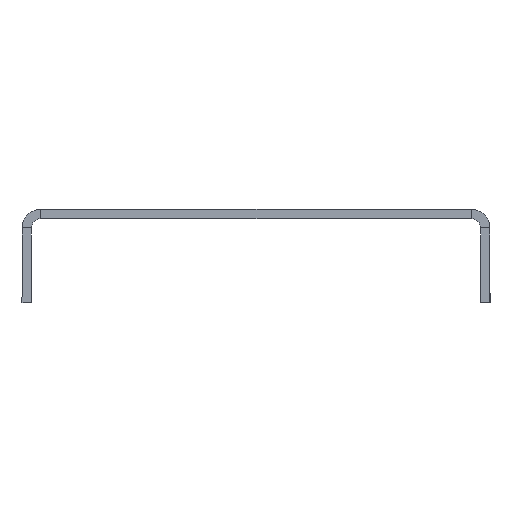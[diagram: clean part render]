
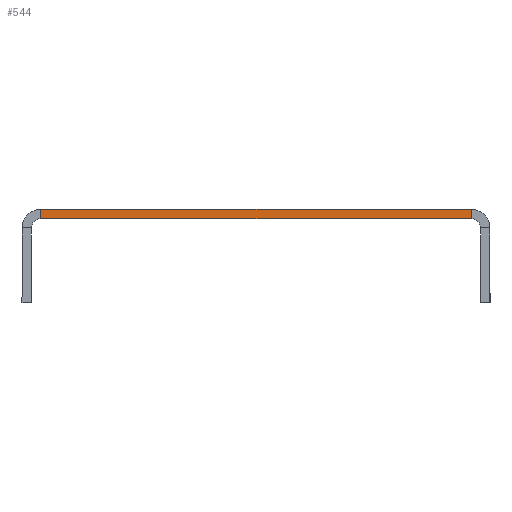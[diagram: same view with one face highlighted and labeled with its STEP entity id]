
A CAD part, left-side view. The second image highlights one B-rep face of the part: STEP entity #544.
In plain terms, the highlighted planar face has unit normal (-1, 0, 0).
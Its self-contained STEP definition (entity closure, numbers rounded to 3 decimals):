
#40 = FACE_OUTER_BOUND ( 'NONE', #1709, .T. ) ;
#135 = LINE ( 'NONE', #1068, #2577 ) ;
#142 = VERTEX_POINT ( 'NONE', #2623 ) ;
#420 = DIRECTION ( 'NONE',  ( 0., -1., 0. ) ) ;
#438 = CARTESIAN_POINT ( 'NONE',  ( 0., 48., -1. ) ) ;
#448 = EDGE_CURVE ( 'NONE', #1951, #142, #919, .T. ) ;
#544 = ADVANCED_FACE ( 'NONE', ( #40 ), #978, .T. ) ;
#618 = EDGE_CURVE ( 'NONE', #142, #1250, #2930, .T. ) ;
#805 = DIRECTION ( 'NONE',  ( 0., 0., 1. ) ) ;
#904 = ORIENTED_EDGE ( 'NONE', *, *, #448, .T. ) ;
#919 = LINE ( 'NONE', #2827, #2762 ) ;
#978 = PLANE ( 'NONE',  #2013 ) ;
#1007 = CARTESIAN_POINT ( 'NONE',  ( 0., 2., -1. ) ) ;
#1068 = CARTESIAN_POINT ( 'NONE',  ( 0., 0., 0. ) ) ;
#1250 = VERTEX_POINT ( 'NONE', #2939 ) ;
#1290 = LINE ( 'NONE', #2019, #1635 ) ;
#1440 = ORIENTED_EDGE ( 'NONE', *, *, #2203, .F. ) ;
#1539 = VERTEX_POINT ( 'NONE', #1670 ) ;
#1635 = VECTOR ( 'NONE', #2219, 1000. ) ;
#1651 = ORIENTED_EDGE ( 'NONE', *, *, #2188, .F. ) ;
#1670 = CARTESIAN_POINT ( 'NONE',  ( 0., 48., 0. ) ) ;
#1709 = EDGE_LOOP ( 'NONE', ( #904, #2881, #1651, #1440 ) ) ;
#1905 = CARTESIAN_POINT ( 'NONE',  ( 0., 0., -1. ) ) ;
#1951 = VERTEX_POINT ( 'NONE', #438 ) ;
#2013 = AXIS2_PLACEMENT_3D ( 'NONE', #1905, #2082, #2791 ) ;
#2019 = CARTESIAN_POINT ( 'NONE',  ( 0., 48., -1. ) ) ;
#2082 = DIRECTION ( 'NONE',  ( -1., 0., 0. ) ) ;
#2105 = DIRECTION ( 'NONE',  ( 0., -1., 0. ) ) ;
#2188 = EDGE_CURVE ( 'NONE', #1539, #1250, #135, .T. ) ;
#2203 = EDGE_CURVE ( 'NONE', #1951, #1539, #1290, .T. ) ;
#2219 = DIRECTION ( 'NONE',  ( 0., 0., 1. ) ) ;
#2565 = VECTOR ( 'NONE', #805, 1000. ) ;
#2577 = VECTOR ( 'NONE', #420, 1000. ) ;
#2623 = CARTESIAN_POINT ( 'NONE',  ( 0., 2., -1. ) ) ;
#2762 = VECTOR ( 'NONE', #2105, 1000. ) ;
#2791 = DIRECTION ( 'NONE',  ( 0., 0., 1. ) ) ;
#2827 = CARTESIAN_POINT ( 'NONE',  ( 0., 0., -1. ) ) ;
#2881 = ORIENTED_EDGE ( 'NONE', *, *, #618, .T. ) ;
#2930 = LINE ( 'NONE', #1007, #2565 ) ;
#2939 = CARTESIAN_POINT ( 'NONE',  ( 0., 2., 0. ) ) ;
